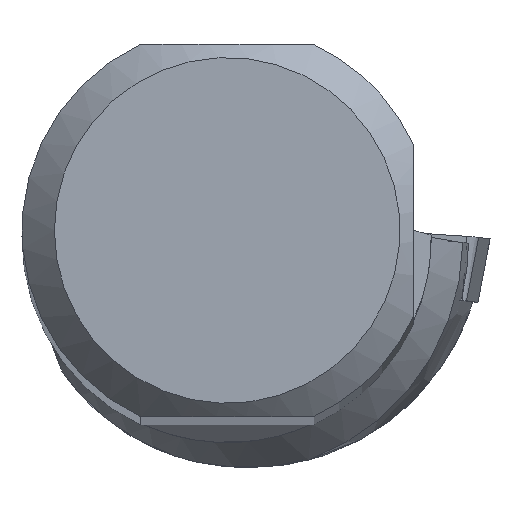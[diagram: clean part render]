
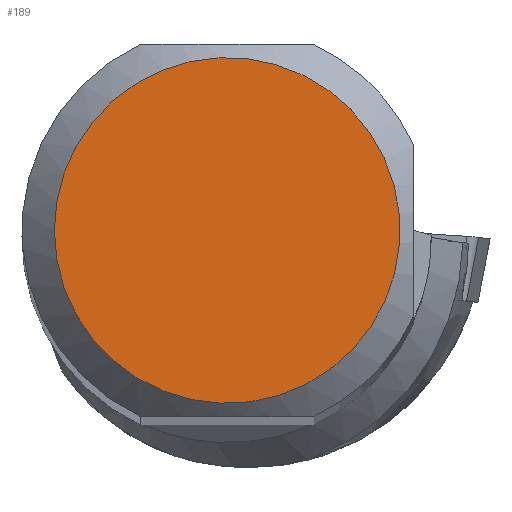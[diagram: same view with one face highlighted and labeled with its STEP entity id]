
A CAD part, top view. The second image highlights one B-rep face of the part: STEP entity #189.
In plain terms, the highlighted planar face has unit normal (0, 0, 1).
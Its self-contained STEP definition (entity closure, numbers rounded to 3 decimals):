
#149=FACE_OUTER_BOUND('',#372,.T.);
#189=ADVANCED_FACE('CU_SU_BP3',(#149),#217,.T.);
#217=PLANE('',#975);
#372=EDGE_LOOP('',(#528));
#528=ORIENTED_EDGE('',*,*,#771,.F.);
#677=VERTEX_POINT('',#1595);
#771=EDGE_CURVE('',#677,#677,#820,.T.);
#820=CIRCLE('',#974,10.691);
#974=AXIS2_PLACEMENT_3D('',#1594,#1166,#1167);
#975=AXIS2_PLACEMENT_3D('',#1596,#1168,#1169);
#1166=DIRECTION('',(0.,0.,-1.));
#1167=DIRECTION('',(-1.,0.,0.));
#1168=DIRECTION('',(0.,0.,1.));
#1169=DIRECTION('',(-1.,0.,0.));
#1594=CARTESIAN_POINT('',(0.,0.,0.));
#1595=CARTESIAN_POINT('',(-10.691,0.,0.));
#1596=CARTESIAN_POINT('',(0.,0.,0.));
